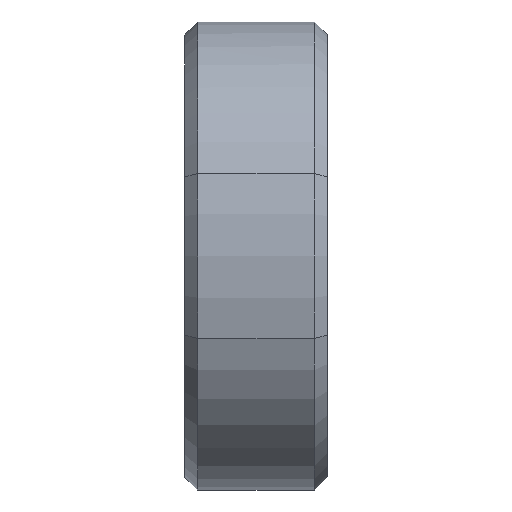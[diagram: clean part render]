
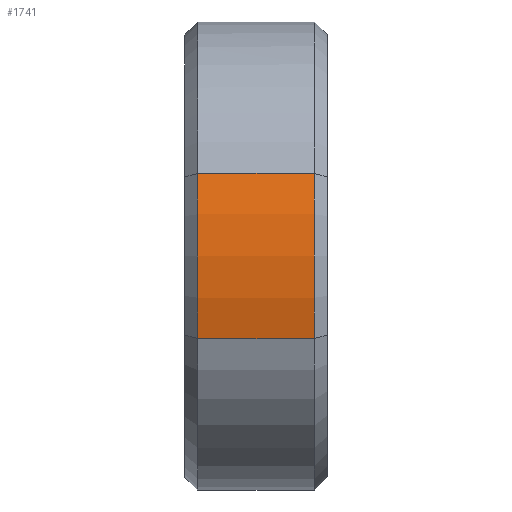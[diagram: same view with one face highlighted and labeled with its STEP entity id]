
A CAD part, left-side view. The second image highlights one B-rep face of the part: STEP entity #1741.
In plain terms, the highlighted cylindrical face has radius 23.5 mm (diameter 47 mm), a partial arc.
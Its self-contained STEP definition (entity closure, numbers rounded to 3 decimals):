
#1700=CARTESIAN_POINT('',(0.,5.,0.));
#1701=DIRECTION('',(0.,-1.,0.));
#1702=DIRECTION('',(0.,0.,-1.));
#1703=AXIS2_PLACEMENT_3D('',#1700,#1701,#1702);
#1704=CYLINDRICAL_SURFACE('',#1703,23.5);
#1705=CARTESIAN_POINT('',(-22.622,10.,-6.363));
#1706=VERTEX_POINT('',#1705);
#1707=CARTESIAN_POINT('',(-22.622,1.,-6.363));
#1708=VERTEX_POINT('',#1707);
#1709=CARTESIAN_POINT('',(-22.622,10.,-6.363));
#1710=DIRECTION('',(0.,-1.,0.));
#1711=VECTOR('',#1710,9.);
#1712=LINE('',#1709,#1711);
#1713=EDGE_CURVE('',#1706,#1708,#1712,.T.);
#1714=ORIENTED_EDGE('',*,*,#1713,.T.);
#1715=CARTESIAN_POINT('',(-22.622,1.,6.363));
#1716=VERTEX_POINT('',#1715);
#1717=CARTESIAN_POINT('',(0.,1.,0.));
#1718=DIRECTION('',(0.,1.,0.));
#1719=DIRECTION('',(0.,-0.,1.));
#1720=AXIS2_PLACEMENT_3D('',#1717,#1718,#1719);
#1721=CIRCLE('',#1720,23.5);
#1722=EDGE_CURVE('',#1708,#1716,#1721,.T.);
#1723=ORIENTED_EDGE('',*,*,#1722,.T.);
#1724=CARTESIAN_POINT('',(-22.622,10.,6.363));
#1725=VERTEX_POINT('',#1724);
#1726=CARTESIAN_POINT('',(-22.622,1.,6.363));
#1727=DIRECTION('',(-0.,1.,-0.));
#1728=VECTOR('',#1727,9.);
#1729=LINE('',#1726,#1728);
#1730=EDGE_CURVE('',#1716,#1725,#1729,.T.);
#1731=ORIENTED_EDGE('',*,*,#1730,.T.);
#1732=CARTESIAN_POINT('',(0.,10.,0.));
#1733=DIRECTION('',(-0.,-1.,-0.));
#1734=DIRECTION('',(0.,-0.,1.));
#1735=AXIS2_PLACEMENT_3D('',#1732,#1733,#1734);
#1736=CIRCLE('',#1735,23.5);
#1737=EDGE_CURVE('',#1725,#1706,#1736,.T.);
#1738=ORIENTED_EDGE('',*,*,#1737,.T.);
#1739=EDGE_LOOP('',(#1714,#1723,#1731,#1738));
#1740=FACE_BOUND('',#1739,.T.);
#1741=ADVANCED_FACE('',(#1740),#1704,.T.);
